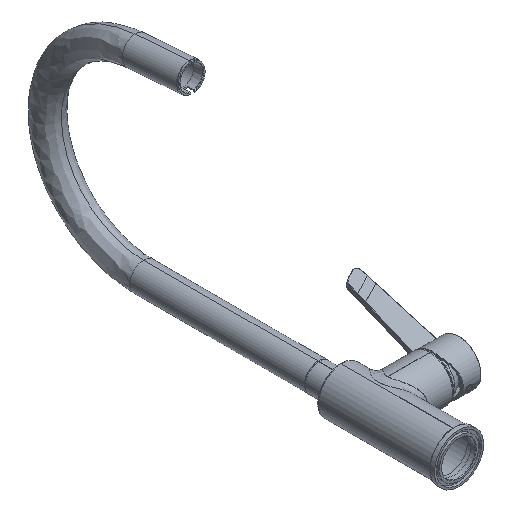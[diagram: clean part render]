
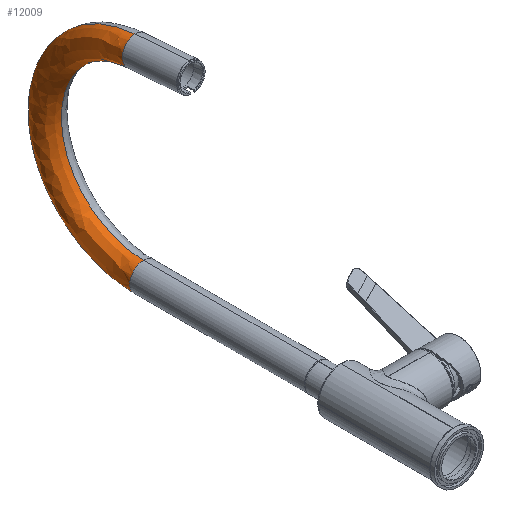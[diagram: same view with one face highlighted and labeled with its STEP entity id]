
A CAD part, isometric view. The second image highlights one B-rep face of the part: STEP entity #12009.
In plain terms, the highlighted free-form (B-spline) face has degree [3, 3] with [4, 4] control points.
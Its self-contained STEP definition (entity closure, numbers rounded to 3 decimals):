
#74 = CARTESIAN_POINT ( 'NONE',  ( 0., 315.5, 0. ) ) ;
#127 = AXIS2_PLACEMENT_3D ( 'NONE', #7678, #3350, #1314 ) ;
#134 = CARTESIAN_POINT ( 'NONE',  ( 0., 323.08, 194.705 ) ) ;
#349 = CIRCLE ( 'NONE', #6754, 14. ) ;
#527 = CARTESIAN_POINT ( 'NONE',  ( 0., 315.5, 14. ) ) ;
#611 = CARTESIAN_POINT ( 'NONE',  ( 0., 315.5, -14. ) ) ;
#699 = CARTESIAN_POINT ( 'NONE',  ( -28., 530.289, 192.589 ) ) ;
#816 = CIRCLE ( 'NONE', #127, 111.5 ) ;
#842 = DIRECTION ( 'NONE',  ( -1., 0., 0. ) ) ;
#1124 = DIRECTION ( 'NONE',  ( 0., 0.997, -0.078 ) ) ;
#1314 = DIRECTION ( 'NONE',  ( 0., -0.078, -0.997 ) ) ;
#1430 = ORIENTED_EDGE ( 'NONE', *, *, #10758, .T. ) ;
#1495 = EDGE_LOOP ( 'NONE', ( #4112, #1430, #6552, #9025 ) ) ;
#2640 = CARTESIAN_POINT ( 'NONE',  ( -28., 522.246, -14. ) ) ;
#3350 = DIRECTION ( 'NONE',  ( -1., 0., 0. ) ) ;
#3598 = CARTESIAN_POINT ( 'NONE',  ( 0., 470.328, 14. ) ) ;
#3605 = EDGE_CURVE ( 'NONE', #10440, #3766, #816, .T. ) ;
#3686 = CARTESIAN_POINT ( 'NONE',  ( -28., 315.5, 14. ) ) ;
#3766 = VERTEX_POINT ( 'NONE', #12099 ) ;
#3772 = CARTESIAN_POINT ( 'NONE',  ( 0., 315.5, 14. ) ) ;
#4053 = CIRCLE ( 'NONE', #11867, 83.5 ) ;
#4112 = ORIENTED_EDGE ( 'NONE', *, *, #11261, .F. ) ;
#4185 = DIRECTION ( 'NONE',  ( 0., 1., 0. ) ) ;
#4774 = CARTESIAN_POINT ( 'NONE',  ( 0., 476.351, 168.71 ) ) ;
#5053 = EDGE_CURVE ( 'NONE', #3766, #7955, #9886, .T. ) ;
#5273 = VERTEX_POINT ( 'NONE', #12199 ) ;
#5277 = DIRECTION ( 'NONE',  ( 0., 0., -1. ) ) ;
#5729 = CARTESIAN_POINT ( 'NONE',  ( -28., 470.328, 14. ) ) ;
#5881 =( BOUNDED_SURFACE ( )  B_SPLINE_SURFACE ( 3, 3, ( 
 ( #6832, #4774, #3598, #3772 ),
 ( #11913, #13037, #5729, #3686 ),
 ( #12996, #699, #2640, #12033 ),
 ( #6876, #10003, #6787, #611 ) ),
 .UNSPECIFIED., .F., .F., .T. ) 
 B_SPLINE_SURFACE_WITH_KNOTS ( ( 4, 4 ),
 ( 4, 4 ),
 ( 0., 1. ),
 ( 0., 1. ),
 .UNSPECIFIED. ) 
 GEOMETRIC_REPRESENTATION_ITEM ( )  RATIONAL_B_SPLINE_SURFACE ( (
 ( 1., 0.359, 0.359, 1.),
 ( 0.333, 0.12, 0.12, 0.333),
 ( 0.333, 0.12, 0.12, 0.333),
 ( 1., 0.359, 0.359, 1.) ) ) 
 REPRESENTATION_ITEM ( '' )  SURFACE ( )  );
#6552 = ORIENTED_EDGE ( 'NONE', *, *, #3605, .T. ) ;
#6696 = CARTESIAN_POINT ( 'NONE',  ( 0., 315.5, 97.5 ) ) ;
#6754 = AXIS2_PLACEMENT_3D ( 'NONE', #134, #1124, #10567 ) ;
#6787 = CARTESIAN_POINT ( 'NONE',  ( 0., 522.246, -14. ) ) ;
#6832 = CARTESIAN_POINT ( 'NONE',  ( 0., 321.992, 180.747 ) ) ;
#6876 = CARTESIAN_POINT ( 'NONE',  ( 0., 324.168, 208.663 ) ) ;
#7252 = AXIS2_PLACEMENT_3D ( 'NONE', #74, #4185, #5277 ) ;
#7678 = CARTESIAN_POINT ( 'NONE',  ( 0., 315.5, 97.5 ) ) ;
#7955 = VERTEX_POINT ( 'NONE', #527 ) ;
#9025 = ORIENTED_EDGE ( 'NONE', *, *, #5053, .T. ) ;
#9239 = CARTESIAN_POINT ( 'NONE',  ( 0., 324.168, 208.663 ) ) ;
#9886 = CIRCLE ( 'NONE', #7252, 14. ) ;
#10003 = CARTESIAN_POINT ( 'NONE',  ( 0., 530.289, 192.589 ) ) ;
#10440 = VERTEX_POINT ( 'NONE', #9239 ) ;
#10567 = DIRECTION ( 'NONE',  ( 0., 0.078, 0.997 ) ) ;
#10758 = EDGE_CURVE ( 'NONE', #5273, #10440, #349, .T. ) ;
#11014 = FACE_OUTER_BOUND ( 'NONE', #1495, .T. ) ;
#11261 = EDGE_CURVE ( 'NONE', #5273, #7955, #4053, .T. ) ;
#11867 = AXIS2_PLACEMENT_3D ( 'NONE', #6696, #842, #13220 ) ;
#11913 = CARTESIAN_POINT ( 'NONE',  ( -28., 321.992, 180.747 ) ) ;
#12009 = ADVANCED_FACE ( 'NONE', ( #11014 ), #5881, .T. ) ;
#12033 = CARTESIAN_POINT ( 'NONE',  ( -28., 315.5, -14. ) ) ;
#12099 = CARTESIAN_POINT ( 'NONE',  ( 0., 315.5, -14. ) ) ;
#12199 = CARTESIAN_POINT ( 'NONE',  ( 0., 321.992, 180.747 ) ) ;
#12996 = CARTESIAN_POINT ( 'NONE',  ( -28., 324.168, 208.663 ) ) ;
#13037 = CARTESIAN_POINT ( 'NONE',  ( -28., 476.351, 168.71 ) ) ;
#13220 = DIRECTION ( 'NONE',  ( 0., -0.078, -0.997 ) ) ;
